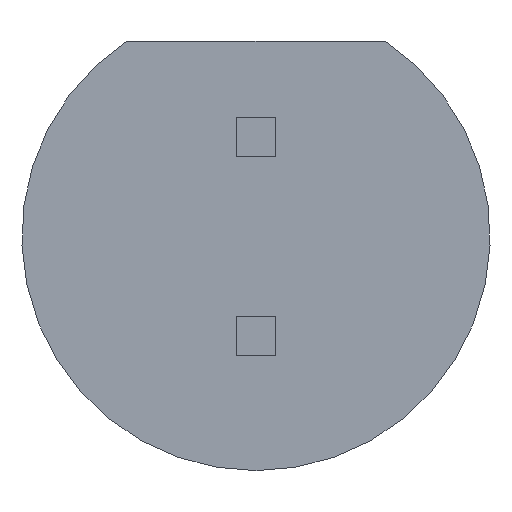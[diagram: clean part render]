
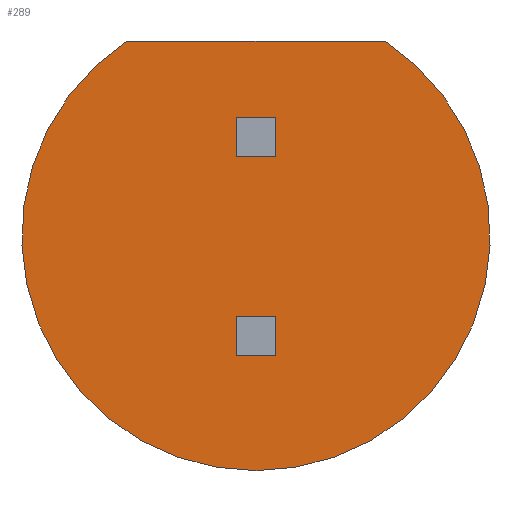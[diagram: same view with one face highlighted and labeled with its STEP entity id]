
A CAD part, front view. The second image highlights one B-rep face of the part: STEP entity #289.
In plain terms, the highlighted planar face has unit normal (0, -1, 0).
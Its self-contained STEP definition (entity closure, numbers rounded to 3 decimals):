
#15=FACE_BOUND('',#63,.T.);
#16=FACE_BOUND('',#64,.T.);
#22=CIRCLE('',#330,3.);
#46=FACE_OUTER_BOUND('',#62,.T.);
#62=EDGE_LOOP('',(#243,#244));
#63=EDGE_LOOP('',(#245,#246,#247,#248));
#64=EDGE_LOOP('',(#249,#250,#251,#252));
#67=LINE('',#420,#97);
#71=LINE('',#428,#101);
#74=LINE('',#434,#104);
#77=LINE('',#439,#107);
#79=LINE('',#445,#109);
#83=LINE('',#453,#113);
#86=LINE('',#459,#116);
#89=LINE('',#464,#119);
#95=LINE('',#484,#125);
#97=VECTOR('',#342,10.);
#101=VECTOR('',#348,10.);
#104=VECTOR('',#353,10.);
#107=VECTOR('',#358,10.);
#109=VECTOR('',#364,10.);
#113=VECTOR('',#370,10.);
#116=VECTOR('',#375,10.);
#119=VECTOR('',#380,10.);
#125=VECTOR('',#402,10.);
#127=VERTEX_POINT('',#418);
#128=VERTEX_POINT('',#419);
#131=VERTEX_POINT('',#427);
#133=VERTEX_POINT('',#433);
#135=VERTEX_POINT('',#443);
#136=VERTEX_POINT('',#444);
#139=VERTEX_POINT('',#452);
#141=VERTEX_POINT('',#458);
#147=VERTEX_POINT('',#478);
#148=VERTEX_POINT('',#480);
#152=EDGE_CURVE('',#127,#128,#67,.T.);
#156=EDGE_CURVE('',#128,#131,#71,.T.);
#159=EDGE_CURVE('',#131,#133,#74,.T.);
#162=EDGE_CURVE('',#133,#127,#77,.T.);
#164=EDGE_CURVE('',#135,#136,#79,.T.);
#168=EDGE_CURVE('',#136,#139,#83,.T.);
#171=EDGE_CURVE('',#139,#141,#86,.T.);
#174=EDGE_CURVE('',#141,#135,#89,.T.);
#182=EDGE_CURVE('',#148,#147,#22,.T.);
#184=EDGE_CURVE('',#147,#148,#95,.T.);
#243=ORIENTED_EDGE('',*,*,#184,.T.);
#244=ORIENTED_EDGE('',*,*,#182,.T.);
#245=ORIENTED_EDGE('',*,*,#152,.T.);
#246=ORIENTED_EDGE('',*,*,#156,.T.);
#247=ORIENTED_EDGE('',*,*,#159,.T.);
#248=ORIENTED_EDGE('',*,*,#162,.T.);
#249=ORIENTED_EDGE('',*,*,#164,.T.);
#250=ORIENTED_EDGE('',*,*,#168,.T.);
#251=ORIENTED_EDGE('',*,*,#171,.T.);
#252=ORIENTED_EDGE('',*,*,#174,.T.);
#275=PLANE('',#332);
#289=ADVANCED_FACE('',(#46,#15,#16),#275,.T.);
#330=AXIS2_PLACEMENT_3D('',#481,#397,#398);
#332=AXIS2_PLACEMENT_3D('',#485,#403,#404);
#342=DIRECTION('',(0.,0.,-1.));
#348=DIRECTION('',(-1.,0.,0.));
#353=DIRECTION('',(0.,0.,1.));
#358=DIRECTION('',(1.,0.,0.));
#364=DIRECTION('',(0.,0.,1.));
#370=DIRECTION('',(1.,0.,0.));
#375=DIRECTION('',(0.,0.,-1.));
#380=DIRECTION('',(-1.,0.,0.));
#397=DIRECTION('center_axis',(0.,-1.,0.));
#398=DIRECTION('ref_axis',(0.553,0.,-0.833));
#402=DIRECTION('',(-1.,0.,0.));
#403=DIRECTION('center_axis',(0.,-1.,0.));
#404=DIRECTION('ref_axis',(0.,0.,-1.));
#418=CARTESIAN_POINT('',(0.25,-1.,1.52));
#419=CARTESIAN_POINT('',(0.25,-1.,1.02));
#420=CARTESIAN_POINT('',(0.25,-1.,0.538));
#427=CARTESIAN_POINT('',(-0.25,-1.,1.02));
#428=CARTESIAN_POINT('',(-0.125,-1.,1.02));
#433=CARTESIAN_POINT('',(-0.25,-1.,1.52));
#434=CARTESIAN_POINT('',(-0.25,-1.,0.788));
#439=CARTESIAN_POINT('',(0.125,-1.,1.52));
#443=CARTESIAN_POINT('',(-0.25,-1.,-1.52));
#444=CARTESIAN_POINT('',(-0.25,-1.,-1.02));
#445=CARTESIAN_POINT('',(-0.25,-1.,-0.482));
#452=CARTESIAN_POINT('',(0.25,-1.,-1.02));
#453=CARTESIAN_POINT('',(0.125,-1.,-1.02));
#458=CARTESIAN_POINT('',(0.25,-1.,-1.52));
#459=CARTESIAN_POINT('',(0.25,-1.,-0.732));
#464=CARTESIAN_POINT('',(-0.125,-1.,-1.52));
#478=CARTESIAN_POINT('',(1.658,-1.,2.5));
#480=CARTESIAN_POINT('',(-1.658,-1.,2.5));
#481=CARTESIAN_POINT('Origin',(0.,-1.,0.));
#484=CARTESIAN_POINT('',(-1.658,-1.,2.5));
#485=CARTESIAN_POINT('Origin',(0.,-1.,0.056));
